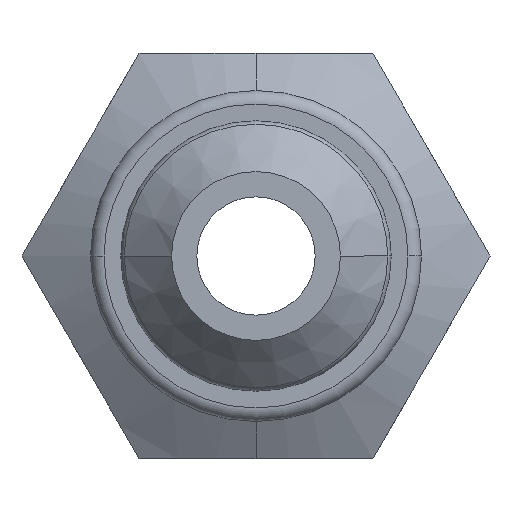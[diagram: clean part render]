
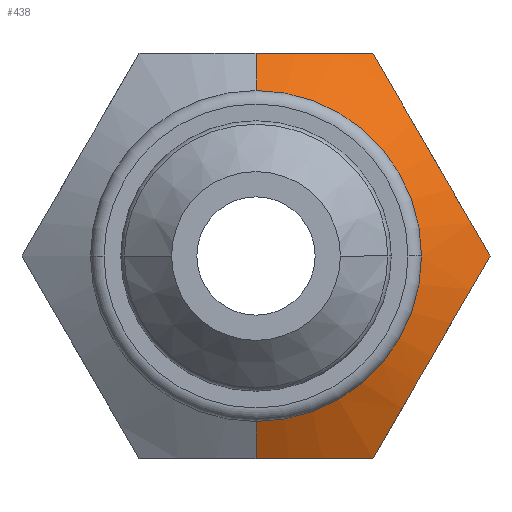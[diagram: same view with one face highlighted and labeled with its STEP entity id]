
A CAD part, front view. The second image highlights one B-rep face of the part: STEP entity #438.
In plain terms, the highlighted conical face has half-angle 60 degrees and reference radius 9.877 mm.
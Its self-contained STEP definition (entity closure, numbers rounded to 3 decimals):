
#3 = DIRECTION ( 'NONE',  ( 0., 1., 0. ) ) ;
#28 = CARTESIAN_POINT ( 'NONE',  ( 0., -10.352, -6. ) ) ;
#45 = CARTESIAN_POINT ( 'NONE',  ( 3.464, -9.816, -6. ) ) ;
#46 = LINE ( 'NONE', #137, #1132 ) ;
#56 = B_SPLINE_CURVE_WITH_KNOTS ( 'NONE', 3,
 ( #855, #936, #1210, #1138, #1224, #1216 ),
 .UNSPECIFIED., .F., .F.,
 ( 4, 2, 4 ),
 ( 0.01, 0.011, 0.013 ),
 .UNSPECIFIED. ) ;
#84 = B_SPLINE_CURVE_WITH_KNOTS ( 'NONE', 3,
 ( #45, #122, #795, #272, #165, #28 ),
 .UNSPECIFIED., .F., .F.,
 ( 4, 2, 4 ),
 ( 0.018, 0.019, 0.021 ),
 .UNSPECIFIED. ) ;
#94 = EDGE_LOOP ( 'NONE', ( #1295, #242, #535, #808, #1075, #1325, #269 ) ) ;
#106 = VECTOR ( 'NONE', #557, 1000. ) ;
#113 = CARTESIAN_POINT ( 'NONE',  ( 0., -11., 0. ) ) ;
#122 = CARTESIAN_POINT ( 'NONE',  ( 2.904, -9.977, -6. ) ) ;
#128 = CARTESIAN_POINT ( 'NONE',  ( 3.464, -9.816, -6. ) ) ;
#137 = CARTESIAN_POINT ( 'NONE',  ( 0., -8.113, -9.877 ) ) ;
#145 = VERTEX_POINT ( 'NONE', #148 ) ;
#148 = CARTESIAN_POINT ( 'NONE',  ( 0., -11., 4.877 ) ) ;
#165 = CARTESIAN_POINT ( 'NONE',  ( 0.586, -10.352, -6. ) ) ;
#232 = VERTEX_POINT ( 'NONE', #128 ) ;
#242 = ORIENTED_EDGE ( 'NONE', *, *, #832, .T. ) ;
#249 = CARTESIAN_POINT ( 'NONE',  ( 6.928, -9.816, 0. ) ) ;
#251 = EDGE_CURVE ( 'NONE', #232, #425, #84, .T. ) ;
#269 = ORIENTED_EDGE ( 'NONE', *, *, #735, .F. ) ;
#272 = CARTESIAN_POINT ( 'NONE',  ( 1.179, -10.3, -6. ) ) ;
#299 = EDGE_CURVE ( 'NONE', #1205, #232, #591, .T. ) ;
#302 = CARTESIAN_POINT ( 'NONE',  ( 6.363, -10.142, -0.98 ) ) ;
#331 = VERTEX_POINT ( 'NONE', #1023 ) ;
#356 = CARTESIAN_POINT ( 'NONE',  ( 5.788, -10.351, -1.974 ) ) ;
#366 = CARTESIAN_POINT ( 'NONE',  ( 5.052, -10.352, -3.249 ) ) ;
#373 = CARTESIAN_POINT ( 'NONE',  ( 4.904, -10.339, -3.506 ) ) ;
#380 = CARTESIAN_POINT ( 'NONE',  ( 4.612, -10.29, -4.012 ) ) ;
#394 = CARTESIAN_POINT ( 'NONE',  ( 4.466, -10.254, -4.264 ) ) ;
#417 = DIRECTION ( 'NONE',  ( 0., 0., 1. ) ) ;
#425 = VERTEX_POINT ( 'NONE', #681 ) ;
#435 = CARTESIAN_POINT ( 'NONE',  ( 4.033, -10.114, -5.015 ) ) ;
#438 = ADVANCED_FACE ( 'NONE', ( #1287 ), #1235, .T. ) ;
#452 = CARTESIAN_POINT ( 'NONE',  ( 3.747, -9.979, -5.51 ) ) ;
#459 = CARTESIAN_POINT ( 'NONE',  ( 3.464, -9.816, -6. ) ) ;
#481 = CIRCLE ( 'NONE', #815, 4.877 ) ;
#535 = ORIENTED_EDGE ( 'NONE', *, *, #251, .F. ) ;
#552 = EDGE_CURVE ( 'NONE', #1275, #1205, #733, .T. ) ;
#553 = CARTESIAN_POINT ( 'NONE',  ( 0., -8.113, 9.877 ) ) ;
#557 = DIRECTION ( 'NONE',  ( 0., 0.5, 0.866 ) ) ;
#591 = B_SPLINE_CURVE_WITH_KNOTS ( 'NONE', 3,
 ( #249, #302, #356, #366, #373, #380, #394, #435, #452, #459 ),
 .UNSPECIFIED., .F., .F.,
 ( 4, 2, 2, 2, 4 ),
 ( 0., 0.003, 0.004, 0.005, 0.007 ),
 .UNSPECIFIED. ) ;
#681 = CARTESIAN_POINT ( 'NONE',  ( 0., -10.352, -6. ) ) ;
#685 = LINE ( 'NONE', #553, #106 ) ;
#703 = CARTESIAN_POINT ( 'NONE',  ( 0., -10.352, 6. ) ) ;
#733 = B_SPLINE_CURVE_WITH_KNOTS ( 'NONE', 3,
 ( #937, #933, #998, #1003, #1024, #1027, #1032, #1040, #1057, #1107 ),
 .UNSPECIFIED., .F., .F.,
 ( 4, 2, 2, 2, 4 ),
 ( 0., 0.003, 0.004, 0.005, 0.007 ),
 .UNSPECIFIED. ) ;
#735 = EDGE_CURVE ( 'NONE', #145, #857, #685, .T. ) ;
#795 = CARTESIAN_POINT ( 'NONE',  ( 2.336, -10.112, -6. ) ) ;
#808 = ORIENTED_EDGE ( 'NONE', *, *, #299, .F. ) ;
#815 = AXIS2_PLACEMENT_3D ( 'NONE', #113, #3, #417 ) ;
#818 = CARTESIAN_POINT ( 'NONE',  ( 3.464, -9.816, 6. ) ) ;
#832 = EDGE_CURVE ( 'NONE', #331, #425, #46, .T. ) ;
#855 = CARTESIAN_POINT ( 'NONE',  ( 0., -10.352, 6. ) ) ;
#857 = VERTEX_POINT ( 'NONE', #703 ) ;
#859 = DIRECTION ( 'NONE',  ( 0., 0.5, -0.866 ) ) ;
#880 = AXIS2_PLACEMENT_3D ( 'NONE', #977, #995, #935 ) ;
#933 = CARTESIAN_POINT ( 'NONE',  ( 4.03, -10.142, 5.02 ) ) ;
#935 = DIRECTION ( 'NONE',  ( 0., 0., 1. ) ) ;
#936 = CARTESIAN_POINT ( 'NONE',  ( 0.586, -10.352, 6. ) ) ;
#937 = CARTESIAN_POINT ( 'NONE',  ( 3.464, -9.816, 6. ) ) ;
#977 = CARTESIAN_POINT ( 'NONE',  ( 0., -8.113, 0. ) ) ;
#995 = DIRECTION ( 'NONE',  ( 0., 1., 0. ) ) ;
#998 = CARTESIAN_POINT ( 'NONE',  ( 4.604, -10.351, 4.026 ) ) ;
#1003 = CARTESIAN_POINT ( 'NONE',  ( 5.34, -10.352, 2.751 ) ) ;
#1023 = CARTESIAN_POINT ( 'NONE',  ( 0., -11., -4.877 ) ) ;
#1024 = CARTESIAN_POINT ( 'NONE',  ( 5.488, -10.339, 2.494 ) ) ;
#1027 = CARTESIAN_POINT ( 'NONE',  ( 5.781, -10.29, 1.988 ) ) ;
#1032 = CARTESIAN_POINT ( 'NONE',  ( 5.926, -10.254, 1.736 ) ) ;
#1040 = CARTESIAN_POINT ( 'NONE',  ( 6.36, -10.114, 0.985 ) ) ;
#1057 = CARTESIAN_POINT ( 'NONE',  ( 6.645, -9.979, 0.49 ) ) ;
#1075 = ORIENTED_EDGE ( 'NONE', *, *, #552, .F. ) ;
#1107 = CARTESIAN_POINT ( 'NONE',  ( 6.928, -9.816, 0. ) ) ;
#1132 = VECTOR ( 'NONE', #859, 1000. ) ;
#1138 = CARTESIAN_POINT ( 'NONE',  ( 2.336, -10.112, 6. ) ) ;
#1146 = CARTESIAN_POINT ( 'NONE',  ( 6.928, -9.816, 0. ) ) ;
#1205 = VERTEX_POINT ( 'NONE', #1146 ) ;
#1210 = CARTESIAN_POINT ( 'NONE',  ( 1.179, -10.3, 6. ) ) ;
#1216 = CARTESIAN_POINT ( 'NONE',  ( 3.464, -9.816, 6. ) ) ;
#1224 = CARTESIAN_POINT ( 'NONE',  ( 2.904, -9.977, 6. ) ) ;
#1235 = CONICAL_SURFACE ( 'NONE', #880, 9.877, 1.047 ) ;
#1246 = EDGE_CURVE ( 'NONE', #145, #331, #481, .T. ) ;
#1275 = VERTEX_POINT ( 'NONE', #818 ) ;
#1287 = FACE_OUTER_BOUND ( 'NONE', #94, .T. ) ;
#1295 = ORIENTED_EDGE ( 'NONE', *, *, #1246, .T. ) ;
#1321 = EDGE_CURVE ( 'NONE', #857, #1275, #56, .T. ) ;
#1325 = ORIENTED_EDGE ( 'NONE', *, *, #1321, .F. ) ;
